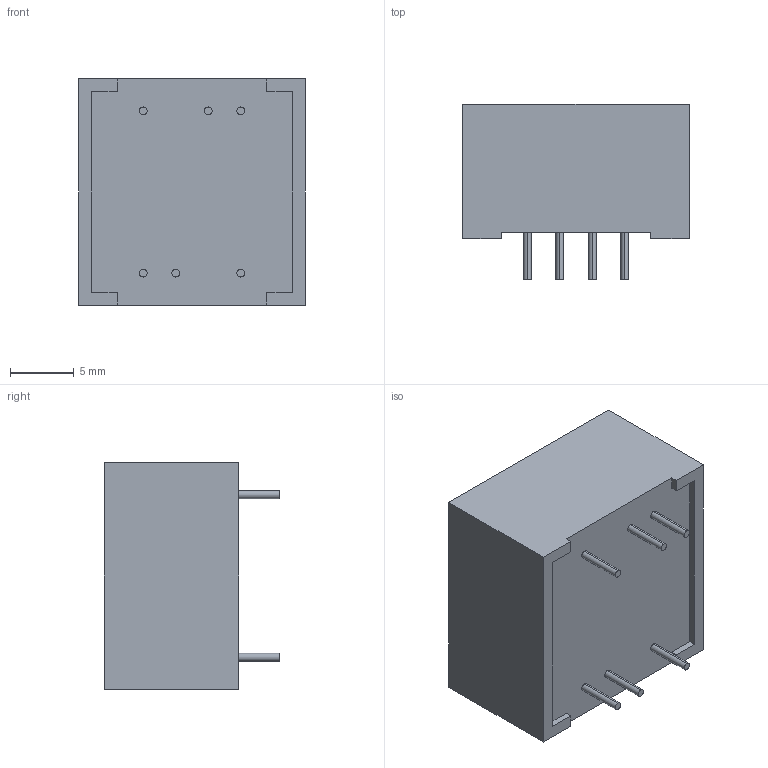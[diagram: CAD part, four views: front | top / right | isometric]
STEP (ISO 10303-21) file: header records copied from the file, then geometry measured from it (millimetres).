
FILE_DESCRIPTION (( 'STEP AP214' ), '1' );
FILE_NAME ('LM-LP-1004L.STEP', '2020-09-18T13:02:27', ( '' ), ( '' ), 'SwSTEP 2.0', 'SolidWorks 2018', '' );
FILE_SCHEMA (( 'AUTOMOTIVE_DESIGN' ));
Length unit declared in the file: millimetre
Products named in the file (1): LM-LP-1004L
Bounding box: 17.7 x 13.71 x 17.7 mm (x, y, z)
Volume: 3161 mm3; surface area: 1422.5 mm2
Topology: 1 solids, 1 shells, 245 faces, 633 edges, 422 vertices
Faces by surface type: plane 187, bspline 44, cylinder 14
Entity records: 11822 total; most frequent: CARTESIAN_POINT 3653, ORIENTED_EDGE 1266, DIRECTION 977, EDGE_CURVE 633, LINE 517, VECTOR 517, VERTEX_POINT 422, EDGE_LOOP 277
